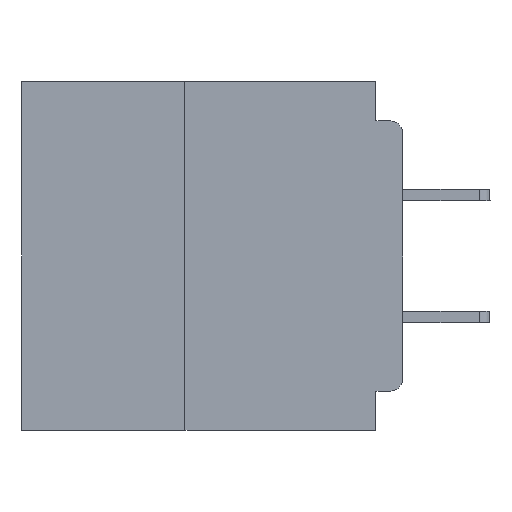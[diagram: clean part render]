
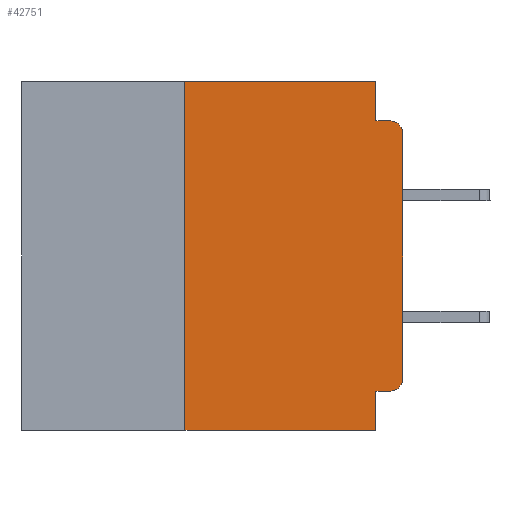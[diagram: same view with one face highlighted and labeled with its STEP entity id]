
A CAD part, left-side view. The second image highlights one B-rep face of the part: STEP entity #42751.
In plain terms, the highlighted planar face has unit normal (-1, 0, 0).
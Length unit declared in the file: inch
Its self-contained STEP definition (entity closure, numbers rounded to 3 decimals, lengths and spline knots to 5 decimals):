
#494 = DIRECTION ( 'NONE',  ( 0., -1., 0. ) ) ;
#1281 = ORIENTED_EDGE ( 'NONE', *, *, #10082, .T. ) ;
#1441 = VECTOR ( 'NONE', #494, 39.37008 ) ;
#1492 = VECTOR ( 'NONE', #30325, 39.37008 ) ;
#1940 = VERTEX_POINT ( 'NONE', #15285 ) ;
#2234 = VERTEX_POINT ( 'NONE', #38372 ) ;
#2794 = CARTESIAN_POINT ( 'NONE',  ( 0., 0.031, 0. ) ) ;
#3761 = VECTOR ( 'NONE', #51660, 39.37008 ) ;
#4674 = LINE ( 'NONE', #52081, #1441 ) ;
#4880 = EDGE_CURVE ( 'NONE', #23734, #30357, #17861, .T. ) ;
#5446 = CARTESIAN_POINT ( 'NONE',  ( 0., 0.25, -0.4 ) ) ;
#5736 = CARTESIAN_POINT ( 'NONE',  ( 0., 0.015, -0.355 ) ) ;
#6140 = CARTESIAN_POINT ( 'NONE',  ( 0., 0.031, -0.4 ) ) ;
#6741 = VECTOR ( 'NONE', #13121, 39.37008 ) ;
#7076 = ORIENTED_EDGE ( 'NONE', *, *, #8556, .F. ) ;
#8556 = EDGE_CURVE ( 'NONE', #65458, #13726, #39969, .T. ) ;
#8836 = DIRECTION ( 'NONE',  ( -1., 0., 0. ) ) ;
#8944 = DIRECTION ( 'NONE',  ( 0., 0., 1. ) ) ;
#10082 = EDGE_CURVE ( 'NONE', #1940, #46440, #27751, .T. ) ;
#11809 = AXIS2_PLACEMENT_3D ( 'NONE', #39968, #8836, #45068 ) ;
#11837 = EDGE_LOOP ( 'NONE', ( #1281, #23349, #43528, #24193, #59637, #12877, #19390, #7076, #13724, #21866 ) ) ;
#12713 = CIRCLE ( 'NONE', #11809, 0.015 ) ;
#12877 = ORIENTED_EDGE ( 'NONE', *, *, #4880, .F. ) ;
#13121 = DIRECTION ( 'NONE',  ( 0., 0., -1. ) ) ;
#13724 = ORIENTED_EDGE ( 'NONE', *, *, #28101, .F. ) ;
#13726 = VERTEX_POINT ( 'NONE', #49510 ) ;
#13938 = CARTESIAN_POINT ( 'NONE',  ( 0., 0.25, 0. ) ) ;
#14120 = AXIS2_PLACEMENT_3D ( 'NONE', #60747, #29965, #65890 ) ;
#15285 = CARTESIAN_POINT ( 'NONE',  ( 0., 0., -0.34 ) ) ;
#15440 = LINE ( 'NONE', #40262, #1492 ) ;
#17442 = DIRECTION ( 'NONE',  ( 0., 0., -1. ) ) ;
#17861 = LINE ( 'NONE', #51048, #43671 ) ;
#19390 = ORIENTED_EDGE ( 'NONE', *, *, #33453, .T. ) ;
#20127 = CARTESIAN_POINT ( 'NONE',  ( 0., 0., -0.06 ) ) ;
#20850 = CARTESIAN_POINT ( 'NONE',  ( 0., 0.437, 0. ) ) ;
#21246 = VECTOR ( 'NONE', #38758, 39.37008 ) ;
#21866 = ORIENTED_EDGE ( 'NONE', *, *, #24126, .T. ) ;
#23146 = EDGE_CURVE ( 'NONE', #30357, #39464, #43549, .T. ) ;
#23349 = ORIENTED_EDGE ( 'NONE', *, *, #55224, .T. ) ;
#23734 = VERTEX_POINT ( 'NONE', #5446 ) ;
#24126 = EDGE_CURVE ( 'NONE', #42613, #1940, #12713, .T. ) ;
#24193 = ORIENTED_EDGE ( 'NONE', *, *, #62752, .F. ) ;
#25405 = DIRECTION ( 'NONE',  ( 0., 0., 1. ) ) ;
#27751 = LINE ( 'NONE', #55291, #53469 ) ;
#28101 = EDGE_CURVE ( 'NONE', #42613, #65458, #15440, .T. ) ;
#29965 = DIRECTION ( 'NONE',  ( -1., 0., 0. ) ) ;
#30325 = DIRECTION ( 'NONE',  ( 0., 1., 0. ) ) ;
#30357 = VERTEX_POINT ( 'NONE', #13938 ) ;
#32132 = DIRECTION ( 'NONE',  ( 0., 0., -1. ) ) ;
#33453 = EDGE_CURVE ( 'NONE', #23734, #13726, #62332, .T. ) ;
#34033 = FACE_OUTER_BOUND ( 'NONE', #11837, .T. ) ;
#35047 = AXIS2_PLACEMENT_3D ( 'NONE', #53233, #48292, #17442 ) ;
#36781 = VECTOR ( 'NONE', #32132, 39.37008 ) ;
#38059 = PLANE ( 'NONE',  #35047 ) ;
#38372 = CARTESIAN_POINT ( 'NONE',  ( 0., 0.031, -0.045 ) ) ;
#38758 = DIRECTION ( 'NONE',  ( 0., -1., 0. ) ) ;
#39464 = VERTEX_POINT ( 'NONE', #2794 ) ;
#39968 = CARTESIAN_POINT ( 'NONE',  ( 0., 0.015, -0.34 ) ) ;
#39969 = LINE ( 'NONE', #6140, #36781 ) ;
#40262 = CARTESIAN_POINT ( 'NONE',  ( 0., 0., -0.355 ) ) ;
#42613 = VERTEX_POINT ( 'NONE', #5736 ) ;
#42751 = ADVANCED_FACE ( 'NONE', ( #34033 ), #38059, .F. ) ;
#43528 = ORIENTED_EDGE ( 'NONE', *, *, #59390, .F. ) ;
#43549 = LINE ( 'NONE', #20850, #3761 ) ;
#43671 = VECTOR ( 'NONE', #25405, 39.37008 ) ;
#44014 = CARTESIAN_POINT ( 'NONE',  ( 0., 0.031, -0.355 ) ) ;
#44025 = CARTESIAN_POINT ( 'NONE',  ( 0., 0.031, 0. ) ) ;
#44644 = CIRCLE ( 'NONE', #14120, 0.015 ) ;
#45068 = DIRECTION ( 'NONE',  ( 0., 0., -1. ) ) ;
#46440 = VERTEX_POINT ( 'NONE', #20127 ) ;
#48292 = DIRECTION ( 'NONE',  ( 1., 0., 0. ) ) ;
#48775 = CARTESIAN_POINT ( 'NONE',  ( 0., 0.437, -0.4 ) ) ;
#49510 = CARTESIAN_POINT ( 'NONE',  ( 0., 0.031, -0.4 ) ) ;
#51048 = CARTESIAN_POINT ( 'NONE',  ( 0., 0.25, -0.4 ) ) ;
#51660 = DIRECTION ( 'NONE',  ( 0., -1., 0. ) ) ;
#52081 = CARTESIAN_POINT ( 'NONE',  ( 0., 0., -0.045 ) ) ;
#52443 = VERTEX_POINT ( 'NONE', #63344 ) ;
#53233 = CARTESIAN_POINT ( 'NONE',  ( 0., 0.437, 0. ) ) ;
#53469 = VECTOR ( 'NONE', #8944, 39.37008 ) ;
#55224 = EDGE_CURVE ( 'NONE', #46440, #52443, #44644, .T. ) ;
#55291 = CARTESIAN_POINT ( 'NONE',  ( 0., 0., 0. ) ) ;
#58545 = LINE ( 'NONE', #44025, #6741 ) ;
#59390 = EDGE_CURVE ( 'NONE', #2234, #52443, #4674, .T. ) ;
#59637 = ORIENTED_EDGE ( 'NONE', *, *, #23146, .F. ) ;
#60747 = CARTESIAN_POINT ( 'NONE',  ( 0., 0.015, -0.06 ) ) ;
#62332 = LINE ( 'NONE', #48775, #21246 ) ;
#62752 = EDGE_CURVE ( 'NONE', #39464, #2234, #58545, .T. ) ;
#63344 = CARTESIAN_POINT ( 'NONE',  ( 0., 0.015, -0.045 ) ) ;
#65458 = VERTEX_POINT ( 'NONE', #44014 ) ;
#65890 = DIRECTION ( 'NONE',  ( 0., 0., -1. ) ) ;
